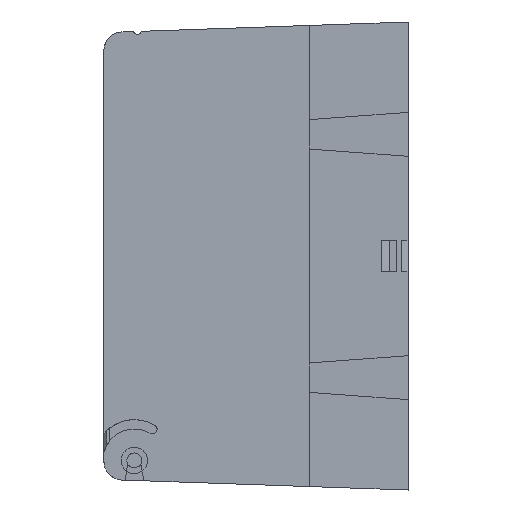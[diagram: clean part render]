
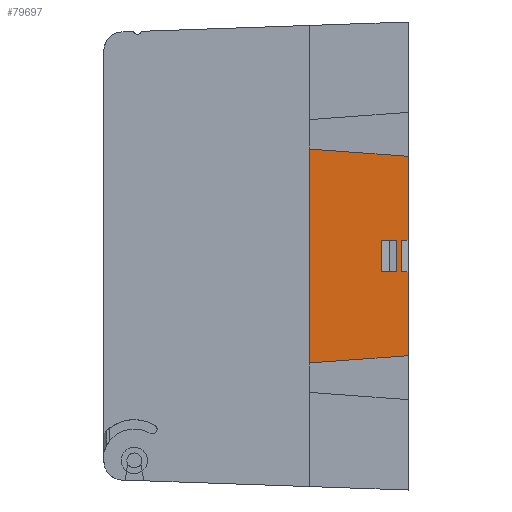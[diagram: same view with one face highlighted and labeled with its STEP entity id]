
A CAD part, left-side view. The second image highlights one B-rep face of the part: STEP entity #79697.
In plain terms, the highlighted planar face has unit normal (-1, 0, 0).
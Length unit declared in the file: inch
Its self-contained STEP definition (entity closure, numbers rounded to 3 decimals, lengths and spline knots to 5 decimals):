
#129 = LINE ( 'NONE', #43328, #37679 ) ;
#632 = ORIENTED_EDGE ( 'NONE', *, *, #25511, .F. ) ;
#1452 = VECTOR ( 'NONE', #29932, 39.37008 ) ;
#2667 = DIRECTION ( 'NONE',  ( 0., 0., 1. ) ) ;
#4536 = VERTEX_POINT ( 'NONE', #30123 ) ;
#6157 = VERTEX_POINT ( 'NONE', #62554 ) ;
#6619 = DIRECTION ( 'NONE',  ( 0., 0., -1. ) ) ;
#7917 = DIRECTION ( 'NONE',  ( 0., 0., -1. ) ) ;
#8202 = LINE ( 'NONE', #32885, #45684 ) ;
#9912 = PLANE ( 'NONE',  #29653 ) ;
#11810 = VECTOR ( 'NONE', #50200, 39.37008 ) ;
#12533 = ORIENTED_EDGE ( 'NONE', *, *, #42681, .T. ) ;
#13492 = CARTESIAN_POINT ( 'NONE',  ( -4.3542, -1.73, -0.17 ) ) ;
#14055 = VERTEX_POINT ( 'NONE', #66356 ) ;
#14623 = VECTOR ( 'NONE', #77104, 39.37008 ) ;
#17090 = VECTOR ( 'NONE', #28844, 39.37008 ) ;
#18229 = EDGE_CURVE ( 'NONE', #93332, #72109, #41337, .T. ) ;
#19651 = EDGE_LOOP ( 'NONE', ( #65309, #57427, #632, #32732, #55201, #71065, #12533, #73659 ) ) ;
#20898 = VERTEX_POINT ( 'NONE', #87947 ) ;
#21325 = CARTESIAN_POINT ( 'NONE',  ( -4.3542, -1.8, -2.25 ) ) ;
#22404 = FACE_OUTER_BOUND ( 'NONE', #19651, .T. ) ;
#22820 = CARTESIAN_POINT ( 'NONE',  ( -4.3542, -1.8, 1.065 ) ) ;
#23256 = LINE ( 'NONE', #69984, #88748 ) ;
#24108 = EDGE_CURVE ( 'NONE', #93332, #27287, #94148, .T. ) ;
#25511 = EDGE_CURVE ( 'NONE', #4536, #27287, #56411, .T. ) ;
#27287 = VERTEX_POINT ( 'NONE', #22820 ) ;
#27556 = ORIENTED_EDGE ( 'NONE', *, *, #37623, .T. ) ;
#27567 = CARTESIAN_POINT ( 'NONE',  ( -4.3542, -1.68, 0.17 ) ) ;
#28396 = CARTESIAN_POINT ( 'NONE',  ( -4.3542, -1.73, 0.17 ) ) ;
#28844 = DIRECTION ( 'NONE',  ( 0., 0., 1. ) ) ;
#29653 = AXIS2_PLACEMENT_3D ( 'NONE', #92250, #47551, #2667 ) ;
#29932 = DIRECTION ( 'NONE',  ( 0., 1., 0. ) ) ;
#30123 = CARTESIAN_POINT ( 'NONE',  ( -4.3542, -0.75, 1.14282 ) ) ;
#30903 = VERTEX_POINT ( 'NONE', #45435 ) ;
#31626 = LINE ( 'NONE', #84526, #51559 ) ;
#32695 = LINE ( 'NONE', #45246, #50325 ) ;
#32732 = ORIENTED_EDGE ( 'NONE', *, *, #82768, .T. ) ;
#32885 = CARTESIAN_POINT ( 'NONE',  ( -4.3542, -1.8, -1.065 ) ) ;
#33747 = CARTESIAN_POINT ( 'NONE',  ( -4.3542, -1.8, -1.065 ) ) ;
#34253 = VERTEX_POINT ( 'NONE', #79611 ) ;
#35784 = VECTOR ( 'NONE', #94825, 39.37008 ) ;
#37623 = EDGE_CURVE ( 'NONE', #20898, #30903, #55666, .T. ) ;
#37679 = VECTOR ( 'NONE', #6619, 39.37008 ) ;
#39971 = FACE_BOUND ( 'NONE', #68583, .T. ) ;
#41337 = LINE ( 'NONE', #74794, #1452 ) ;
#41535 = VECTOR ( 'NONE', #87906, 39.37008 ) ;
#42681 = EDGE_CURVE ( 'NONE', #34253, #70698, #23256, .T. ) ;
#43328 = CARTESIAN_POINT ( 'NONE',  ( -4.3542, -0.75, 2.21333 ) ) ;
#45246 = CARTESIAN_POINT ( 'NONE',  ( -4.3542, -1.5184, 0.17 ) ) ;
#45435 = CARTESIAN_POINT ( 'NONE',  ( -4.3542, -1.68, -0.17 ) ) ;
#45684 = VECTOR ( 'NONE', #55822, 39.37008 ) ;
#46691 = ORIENTED_EDGE ( 'NONE', *, *, #63697, .F. ) ;
#46693 = EDGE_CURVE ( 'NONE', #20898, #6157, #31626, .T. ) ;
#46870 = DIRECTION ( 'NONE',  ( 0., 1., 0. ) ) ;
#47551 = DIRECTION ( 'NONE',  ( -1., 0., 0. ) ) ;
#47660 = DIRECTION ( 'NONE',  ( 0., 1., 0. ) ) ;
#50092 = VERTEX_POINT ( 'NONE', #59745 ) ;
#50200 = DIRECTION ( 'NONE',  ( 0., -0.997, -0.074 ) ) ;
#50325 = VECTOR ( 'NONE', #7917, 39.37008 ) ;
#51559 = VECTOR ( 'NONE', #46870, 39.37008 ) ;
#54233 = VERTEX_POINT ( 'NONE', #33747 ) ;
#55201 = ORIENTED_EDGE ( 'NONE', *, *, #97059, .T. ) ;
#55666 = LINE ( 'NONE', #27567, #35784 ) ;
#55822 = DIRECTION ( 'NONE',  ( 0., -0.997, 0.074 ) ) ;
#56411 = LINE ( 'NONE', #80017, #11810 ) ;
#57427 = ORIENTED_EDGE ( 'NONE', *, *, #24108, .T. ) ;
#59745 = CARTESIAN_POINT ( 'NONE',  ( -4.3542, -1.5184, -0.17 ) ) ;
#60582 = CARTESIAN_POINT ( 'NONE',  ( -4.3542, -1.5184, -0.17 ) ) ;
#62033 = CARTESIAN_POINT ( 'NONE',  ( -4.3542, -1.8, -2.25 ) ) ;
#62554 = CARTESIAN_POINT ( 'NONE',  ( -4.3542, -1.5184, 0.17 ) ) ;
#62858 = VECTOR ( 'NONE', #90200, 39.37008 ) ;
#63697 = EDGE_CURVE ( 'NONE', #6157, #50092, #32695, .T. ) ;
#65263 = LINE ( 'NONE', #60582, #62858 ) ;
#65309 = ORIENTED_EDGE ( 'NONE', *, *, #18229, .F. ) ;
#66356 = CARTESIAN_POINT ( 'NONE',  ( -4.3542, -0.75, -1.14282 ) ) ;
#66397 = ORIENTED_EDGE ( 'NONE', *, *, #77852, .T. ) ;
#68583 = EDGE_LOOP ( 'NONE', ( #93674, #27556, #66397, #46691 ) ) ;
#69984 = CARTESIAN_POINT ( 'NONE',  ( -4.3542, -1.8, -0.17 ) ) ;
#70698 = VERTEX_POINT ( 'NONE', #13492 ) ;
#71065 = ORIENTED_EDGE ( 'NONE', *, *, #81759, .T. ) ;
#72109 = VERTEX_POINT ( 'NONE', #77411 ) ;
#72452 = CARTESIAN_POINT ( 'NONE',  ( -4.3542, -1.8, 0.17 ) ) ;
#73659 = ORIENTED_EDGE ( 'NONE', *, *, #95157, .F. ) ;
#74794 = CARTESIAN_POINT ( 'NONE',  ( -4.3542, -1.8, 0.17 ) ) ;
#76820 = LINE ( 'NONE', #21325, #17090 ) ;
#77104 = DIRECTION ( 'NONE',  ( 0., 0., 1. ) ) ;
#77411 = CARTESIAN_POINT ( 'NONE',  ( -4.3542, -1.73, 0.17 ) ) ;
#77852 = EDGE_CURVE ( 'NONE', #30903, #50092, #65263, .T. ) ;
#79611 = CARTESIAN_POINT ( 'NONE',  ( -4.3542, -1.8, -0.17 ) ) ;
#79697 = ADVANCED_FACE ( 'NONE', ( #22404, #39971 ), #9912, .T. ) ;
#80017 = CARTESIAN_POINT ( 'NONE',  ( -4.3542, -0.99739, 1.12449 ) ) ;
#81400 = LINE ( 'NONE', #28396, #41535 ) ;
#81759 = EDGE_CURVE ( 'NONE', #54233, #34253, #76820, .T. ) ;
#82768 = EDGE_CURVE ( 'NONE', #4536, #14055, #129, .T. ) ;
#84526 = CARTESIAN_POINT ( 'NONE',  ( -4.3542, -1.5184, 0.17 ) ) ;
#87906 = DIRECTION ( 'NONE',  ( 0., 0., -1. ) ) ;
#87947 = CARTESIAN_POINT ( 'NONE',  ( -4.3542, -1.68, 0.17 ) ) ;
#88748 = VECTOR ( 'NONE', #47660, 39.37008 ) ;
#90200 = DIRECTION ( 'NONE',  ( 0., 1., 0. ) ) ;
#92250 = CARTESIAN_POINT ( 'NONE',  ( -4.3542, -0.75, -2.21333 ) ) ;
#93332 = VERTEX_POINT ( 'NONE', #72452 ) ;
#93674 = ORIENTED_EDGE ( 'NONE', *, *, #46693, .F. ) ;
#94148 = LINE ( 'NONE', #62033, #14623 ) ;
#94825 = DIRECTION ( 'NONE',  ( 0., 0., -1. ) ) ;
#95157 = EDGE_CURVE ( 'NONE', #72109, #70698, #81400, .T. ) ;
#97059 = EDGE_CURVE ( 'NONE', #14055, #54233, #8202, .T. ) ;
